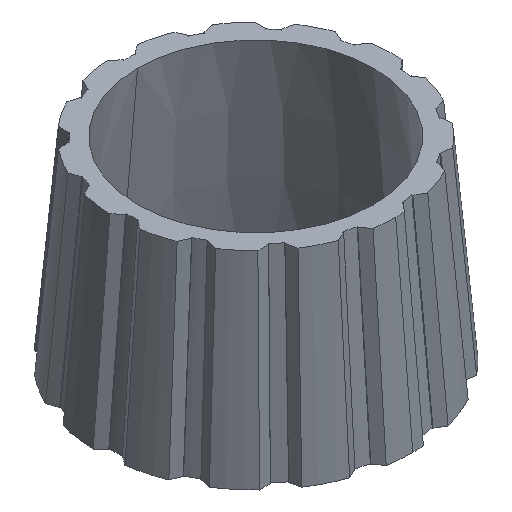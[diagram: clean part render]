
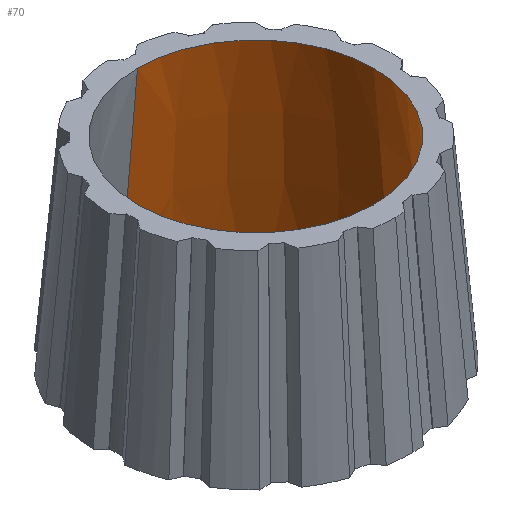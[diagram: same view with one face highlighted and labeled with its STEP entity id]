
A CAD part, isometric view. The second image highlights one B-rep face of the part: STEP entity #70.
In plain terms, the highlighted conical face has half-angle 5 degrees and reference radius 10.986 mm.
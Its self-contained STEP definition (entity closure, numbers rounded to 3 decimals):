
#31=CARTESIAN_POINT('Axis2P3D Location',(0.,0.,0.)) ;
#36=CARTESIAN_POINT('Axis2P3D Location',(0.,0.,0.)) ;
#40=CARTESIAN_POINT('Vertex',(0.,10.986,0.)) ;
#42=CARTESIAN_POINT('Vertex',(0.,-10.986,0.)) ;
#45=CARTESIAN_POINT('Line Origine',(0.,11.779,-9.073)) ;
#49=CARTESIAN_POINT('Vertex',(0.,12.573,-18.145)) ;
#52=CARTESIAN_POINT('Axis2P3D Location',(0.,0.,-18.145)) ;
#56=CARTESIAN_POINT('Vertex',(0.,-12.573,-18.145)) ;
#59=CARTESIAN_POINT('Line Origine',(0.,-11.779,-9.073)) ;
#47=VECTOR('Line Direction',#46,1.) ;
#61=VECTOR('Line Direction',#60,1.) ;
#32=DIRECTION('Axis2P3D Direction',(0.,0.,-1.)) ;
#33=DIRECTION('Axis2P3D XDirection',(0.,1.,0.)) ;
#37=DIRECTION('Axis2P3D Direction',(0.,0.,-1.)) ;
#46=DIRECTION('Vector Direction',(0.,0.087,-0.996)) ;
#53=DIRECTION('Axis2P3D Direction',(0.,0.,-1.)) ;
#60=DIRECTION('Vector Direction',(0.,-0.087,-0.996)) ;
#34=AXIS2_PLACEMENT_3D('Cone Axis2P3D',#31,#32,#33) ;
#38=AXIS2_PLACEMENT_3D('Circle Axis2P3D',#36,#37,$) ;
#54=AXIS2_PLACEMENT_3D('Circle Axis2P3D',#52,#53,$) ;
#48=LINE('Line',#45,#47) ;
#62=LINE('Line',#59,#61) ;
#39=CIRCLE('generated circle',#38,10.986) ;
#55=CIRCLE('generated circle',#54,12.573) ;
#35=CONICAL_SURFACE('Cone',#34,10.986,0.087) ;
#44=EDGE_CURVE('',#41,#43,#39,.T.) ;
#51=EDGE_CURVE('',#41,#50,#48,.T.) ;
#58=EDGE_CURVE('',#50,#57,#55,.T.) ;
#63=EDGE_CURVE('',#43,#57,#62,.T.) ;
#65=ORIENTED_EDGE('',*,*,#44,.F.) ;
#66=ORIENTED_EDGE('',*,*,#51,.T.) ;
#67=ORIENTED_EDGE('',*,*,#58,.T.) ;
#68=ORIENTED_EDGE('',*,*,#63,.F.) ;
#64=EDGE_LOOP('',(#65,#66,#67,#68)) ;
#41=VERTEX_POINT('',#40) ;
#43=VERTEX_POINT('',#42) ;
#50=VERTEX_POINT('',#49) ;
#57=VERTEX_POINT('',#56) ;
#70=ADVANCED_FACE('PartBody',(#69),#35,.F.) ;
#69=FACE_OUTER_BOUND('',#64,.T.) ;
